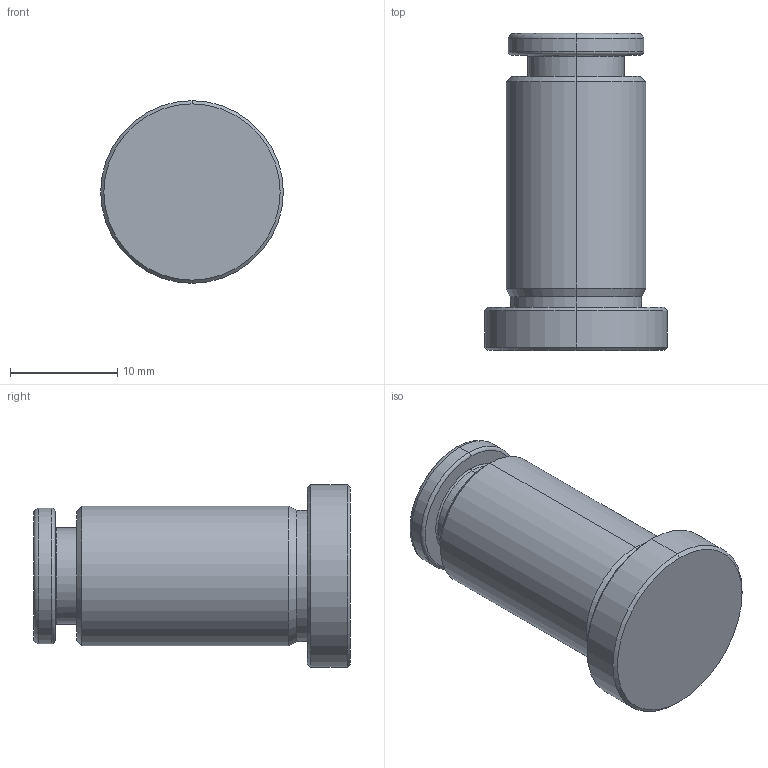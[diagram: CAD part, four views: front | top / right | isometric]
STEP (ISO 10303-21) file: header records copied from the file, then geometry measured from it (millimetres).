
FILE_DESCRIPTION (( 'STEP AP214' ), '1' );
FILE_NAME ('BE051317.STEP', '2013-06-21T07:16:20', ( '' ), ( '' ), 'SwSTEP 2.0', 'SolidWorks 2011', '' );
FILE_SCHEMA (( 'AUTOMOTIVE_DESIGN' ));
Length unit declared in the file: millimetre
Products named in the file (5): 1bola238; 1muelle05-comp BE; 1Casq_pulsador-5L_Pulsador_06; 9BE051317_9BA.061418; BE051317
Assembly tree (8 placements, depth 2):
  BE051317
    1bola238  x5
    9BE051317_9BA.061418
    1Casq_pulsador-5L_Pulsador_06
    1muelle05-comp BE
Bounding box: 17 x 29.5 x 17 mm (x, y, z)
Volume: 3310.9 mm3; surface area: 3601.8 mm2
Topology: 8 solids, 8 shells, 135 faces, 348 edges, 214 vertices
Faces by surface type: cylinder 48, cone 40, torus 21, plane 14, sphere 10, bspline 2
Entity records: 5530 total; most frequent: CARTESIAN_POINT 2331, DIRECTION 651, ORIENTED_EDGE 630, EDGE_CURVE 315, AXIS2_PLACEMENT_3D 286, VERTEX_POINT 191, CIRCLE 150, EDGE_LOOP 138
